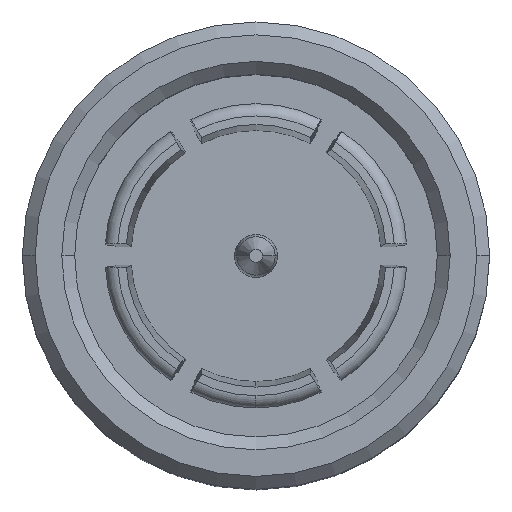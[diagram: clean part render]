
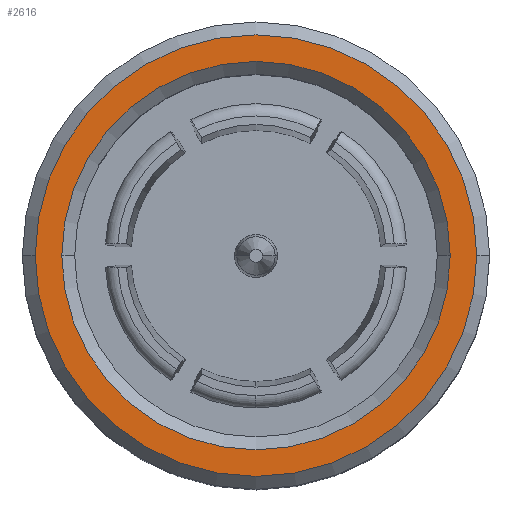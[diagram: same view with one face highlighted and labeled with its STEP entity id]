
A CAD part, top view. The second image highlights one B-rep face of the part: STEP entity #2616.
In plain terms, the highlighted planar face has unit normal (0, 0, 1).
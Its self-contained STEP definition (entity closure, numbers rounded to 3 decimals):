
#80 = EDGE_LOOP ( 'NONE', ( #4417, #954 ) ) ;
#575 = FACE_OUTER_BOUND ( 'NONE', #80, .T. ) ;
#614 = DIRECTION ( 'NONE',  ( 0., 0., 1. ) ) ;
#795 = EDGE_CURVE ( 'NONE', #801, #813, #969, .T. ) ;
#801 = VERTEX_POINT ( 'NONE', #3352 ) ;
#813 = VERTEX_POINT ( 'NONE', #3691 ) ;
#943 = DIRECTION ( 'NONE',  ( -1., 0., 0. ) ) ;
#954 = ORIENTED_EDGE ( 'NONE', *, *, #795, .T. ) ;
#969 = CIRCLE ( 'NONE', #2924, 5.15 ) ;
#1050 = CARTESIAN_POINT ( 'NONE',  ( 0., 0., 8.95 ) ) ;
#1374 = DIRECTION ( 'NONE',  ( 0., 0., -1. ) ) ;
#1396 = DIRECTION ( 'NONE',  ( -1., 0., 0. ) ) ;
#1513 = DIRECTION ( 'NONE',  ( -1., 0., 0. ) ) ;
#1635 = AXIS2_PLACEMENT_3D ( 'NONE', #1050, #3160, #1396 ) ;
#1700 = CARTESIAN_POINT ( 'NONE',  ( 0., 0., 8.95 ) ) ;
#1761 = PLANE ( 'NONE',  #4153 ) ;
#2009 = EDGE_CURVE ( 'NONE', #2421, #4036, #4052, .T. ) ;
#2031 = ORIENTED_EDGE ( 'NONE', *, *, #2009, .T. ) ;
#2111 = DIRECTION ( 'NONE',  ( 0., 0., -1. ) ) ;
#2193 = AXIS2_PLACEMENT_3D ( 'NONE', #3539, #3194, #1513 ) ;
#2404 = DIRECTION ( 'NONE',  ( -1., 0., 0. ) ) ;
#2421 = VERTEX_POINT ( 'NONE', #3430 ) ;
#2464 = CARTESIAN_POINT ( 'NONE',  ( 0., 5.45, 8.95 ) ) ;
#2616 = ADVANCED_FACE ( 'NONE', ( #3086, #575 ), #1761, .F. ) ;
#2839 = CARTESIAN_POINT ( 'NONE',  ( 4.53, 0., 8.95 ) ) ;
#2924 = AXIS2_PLACEMENT_3D ( 'NONE', #4035, #614, #943 ) ;
#3086 = FACE_BOUND ( 'NONE', #4266, .T. ) ;
#3135 = DIRECTION ( 'NONE',  ( -1., 0., 0. ) ) ;
#3160 = DIRECTION ( 'NONE',  ( 0., 0., -1. ) ) ;
#3194 = DIRECTION ( 'NONE',  ( 0., 0., 1. ) ) ;
#3247 = EDGE_CURVE ( 'NONE', #813, #801, #4079, .T. ) ;
#3352 = CARTESIAN_POINT ( 'NONE',  ( 5.15, 0., 8.95 ) ) ;
#3421 = ORIENTED_EDGE ( 'NONE', *, *, #3569, .T. ) ;
#3430 = CARTESIAN_POINT ( 'NONE',  ( -4.53, 0., 8.95 ) ) ;
#3512 = CIRCLE ( 'NONE', #4421, 4.53 ) ;
#3539 = CARTESIAN_POINT ( 'NONE',  ( 0., 0., 8.95 ) ) ;
#3569 = EDGE_CURVE ( 'NONE', #4036, #2421, #3512, .T. ) ;
#3691 = CARTESIAN_POINT ( 'NONE',  ( -5.15, 0., 8.95 ) ) ;
#4035 = CARTESIAN_POINT ( 'NONE',  ( 0., 0., 8.95 ) ) ;
#4036 = VERTEX_POINT ( 'NONE', #2839 ) ;
#4052 = CIRCLE ( 'NONE', #1635, 4.53 ) ;
#4079 = CIRCLE ( 'NONE', #2193, 5.15 ) ;
#4153 = AXIS2_PLACEMENT_3D ( 'NONE', #2464, #2111, #3135 ) ;
#4266 = EDGE_LOOP ( 'NONE', ( #3421, #2031 ) ) ;
#4417 = ORIENTED_EDGE ( 'NONE', *, *, #3247, .T. ) ;
#4421 = AXIS2_PLACEMENT_3D ( 'NONE', #1700, #1374, #2404 ) ;
